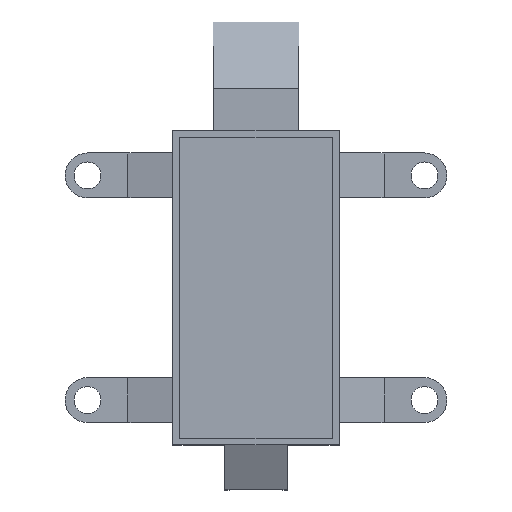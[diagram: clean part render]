
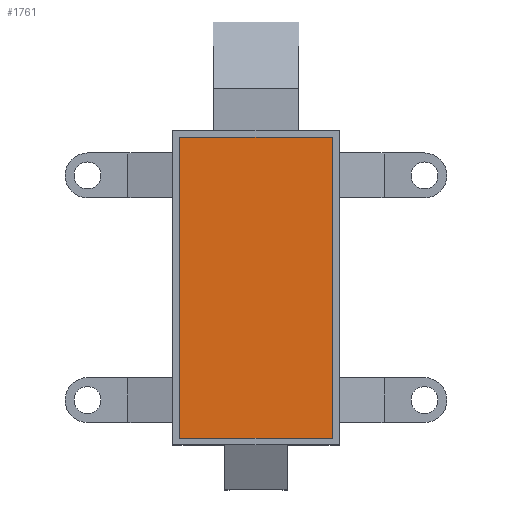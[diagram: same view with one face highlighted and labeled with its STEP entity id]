
A CAD part, top view. The second image highlights one B-rep face of the part: STEP entity #1761.
In plain terms, the highlighted planar face has unit normal (0, 0, 1).
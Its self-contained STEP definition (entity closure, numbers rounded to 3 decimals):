
#155=FACE_OUTER_BOUND('',#257,.T.);
#257=EDGE_LOOP('',(#1553,#1554,#1555,#1556));
#472=LINE('',#2815,#692);
#475=LINE('',#2820,#695);
#477=LINE('',#2824,#697);
#479=LINE('',#2827,#699);
#692=VECTOR('',#2315,10.);
#695=VECTOR('',#2320,10.);
#697=VECTOR('',#2324,10.);
#699=VECTOR('',#2328,10.);
#861=VERTEX_POINT('',#2813);
#862=VERTEX_POINT('',#2814);
#863=VERTEX_POINT('',#2819);
#864=VERTEX_POINT('',#2823);
#1098=EDGE_CURVE('',#861,#862,#472,.T.);
#1101=EDGE_CURVE('',#863,#861,#475,.T.);
#1103=EDGE_CURVE('',#862,#864,#477,.T.);
#1105=EDGE_CURVE('',#864,#863,#479,.T.);
#1553=ORIENTED_EDGE('',*,*,#1101,.T.);
#1554=ORIENTED_EDGE('',*,*,#1098,.T.);
#1555=ORIENTED_EDGE('',*,*,#1103,.T.);
#1556=ORIENTED_EDGE('',*,*,#1105,.T.);
#1672=PLANE('',#1888);
#1761=ADVANCED_FACE('',(#155),#1672,.T.);
#1888=AXIS2_PLACEMENT_3D('',#2832,#2334,#2335);
#2315=DIRECTION('',(0.,1.,0.));
#2320=DIRECTION('',(1.,0.,0.));
#2324=DIRECTION('',(-1.,0.,0.));
#2328=DIRECTION('',(0.,-1.,0.));
#2334=DIRECTION('center_axis',(0.,0.,1.));
#2335=DIRECTION('ref_axis',(1.,0.,0.));
#2813=CARTESIAN_POINT('',(25.,-17.,1.5));
#2814=CARTESIAN_POINT('',(25.,50.,1.5));
#2815=CARTESIAN_POINT('',(25.,50.,1.5));
#2819=CARTESIAN_POINT('',(-9.,-17.,1.5));
#2820=CARTESIAN_POINT('',(25.,-17.,1.5));
#2823=CARTESIAN_POINT('',(-9.,50.,1.5));
#2824=CARTESIAN_POINT('',(-9.,50.,1.5));
#2827=CARTESIAN_POINT('',(-9.,-17.,1.5));
#2832=CARTESIAN_POINT('Origin',(8.,16.5,1.5));
